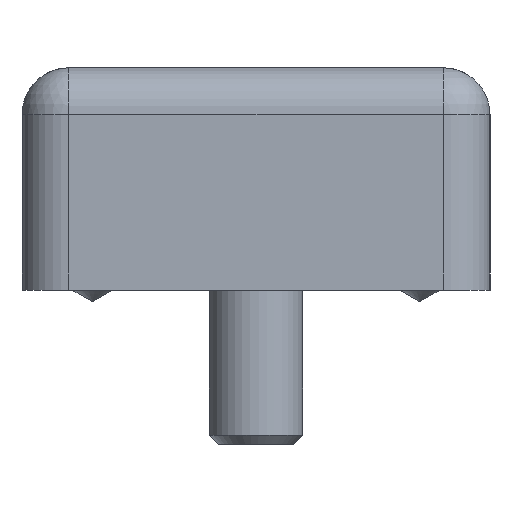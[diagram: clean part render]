
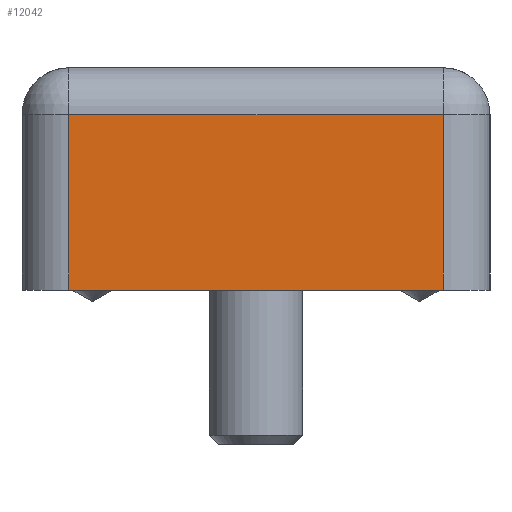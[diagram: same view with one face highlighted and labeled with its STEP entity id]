
A CAD part, left-side view. The second image highlights one B-rep face of the part: STEP entity #12042.
In plain terms, the highlighted planar face has unit normal (-1, 0, 0).
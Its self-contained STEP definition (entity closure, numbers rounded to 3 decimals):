
#156 = ORIENTED_EDGE ( 'NONE', *, *, #12211, .T. ) ;
#300 = CARTESIAN_POINT ( 'NONE',  ( -46.5, 0., -8. ) ) ;
#854 = VECTOR ( 'NONE', #16089, 1000. ) ;
#1021 = DIRECTION ( 'NONE',  ( 1., 0., 0. ) ) ;
#1508 = ORIENTED_EDGE ( 'NONE', *, *, #20429, .T. ) ;
#1526 = LINE ( 'NONE', #13940, #854 ) ;
#2266 = DIRECTION ( 'NONE',  ( 0., 0., -1. ) ) ;
#3911 = FACE_OUTER_BOUND ( 'NONE', #20935, .T. ) ;
#4237 = LINE ( 'NONE', #21177, #26655 ) ;
#4390 = VERTEX_POINT ( 'NONE', #22365 ) ;
#5029 = CARTESIAN_POINT ( 'NONE',  ( -46.5, 7.5, 8. ) ) ;
#6736 = VERTEX_POINT ( 'NONE', #300 ) ;
#9691 = PLANE ( 'NONE',  #9967 ) ;
#9967 = AXIS2_PLACEMENT_3D ( 'NONE', #27030, #1021, #16231 ) ;
#10354 = VECTOR ( 'NONE', #24584, 1000. ) ;
#10711 = VERTEX_POINT ( 'NONE', #5029 ) ;
#12042 = ADVANCED_FACE ( 'NONE', ( #3911 ), #9691, .F. ) ;
#12194 = VECTOR ( 'NONE', #2266, 1000. ) ;
#12211 = EDGE_CURVE ( 'NONE', #27417, #6736, #4237, .T. ) ;
#13940 = CARTESIAN_POINT ( 'NONE',  ( -46.5, 9.5, 8. ) ) ;
#15280 = CARTESIAN_POINT ( 'NONE',  ( -46.5, 7.5, -10. ) ) ;
#16017 = CARTESIAN_POINT ( 'NONE',  ( -46.5, 0., -10. ) ) ;
#16089 = DIRECTION ( 'NONE',  ( 0., 1., 0. ) ) ;
#16231 = DIRECTION ( 'NONE',  ( 0., 0., -1. ) ) ;
#16886 = EDGE_CURVE ( 'NONE', #10711, #27417, #17950, .T. ) ;
#17950 = LINE ( 'NONE', #15280, #12194 ) ;
#18612 = EDGE_CURVE ( 'NONE', #4390, #10711, #1526, .T. ) ;
#18934 = ORIENTED_EDGE ( 'NONE', *, *, #16886, .T. ) ;
#20021 = CARTESIAN_POINT ( 'NONE',  ( -46.5, 7.5, -8. ) ) ;
#20429 = EDGE_CURVE ( 'NONE', #6736, #4390, #21888, .T. ) ;
#20935 = EDGE_LOOP ( 'NONE', ( #1508, #24993, #18934, #156 ) ) ;
#21177 = CARTESIAN_POINT ( 'NONE',  ( -46.5, 9.5, -8. ) ) ;
#21888 = LINE ( 'NONE', #16017, #10354 ) ;
#22365 = CARTESIAN_POINT ( 'NONE',  ( -46.5, 0., 8. ) ) ;
#24584 = DIRECTION ( 'NONE',  ( 0., 0., 1. ) ) ;
#24993 = ORIENTED_EDGE ( 'NONE', *, *, #18612, .T. ) ;
#26655 = VECTOR ( 'NONE', #27662, 1000. ) ;
#27030 = CARTESIAN_POINT ( 'NONE',  ( -46.5, 9.5, -10. ) ) ;
#27417 = VERTEX_POINT ( 'NONE', #20021 ) ;
#27662 = DIRECTION ( 'NONE',  ( 0., -1., 0. ) ) ;
